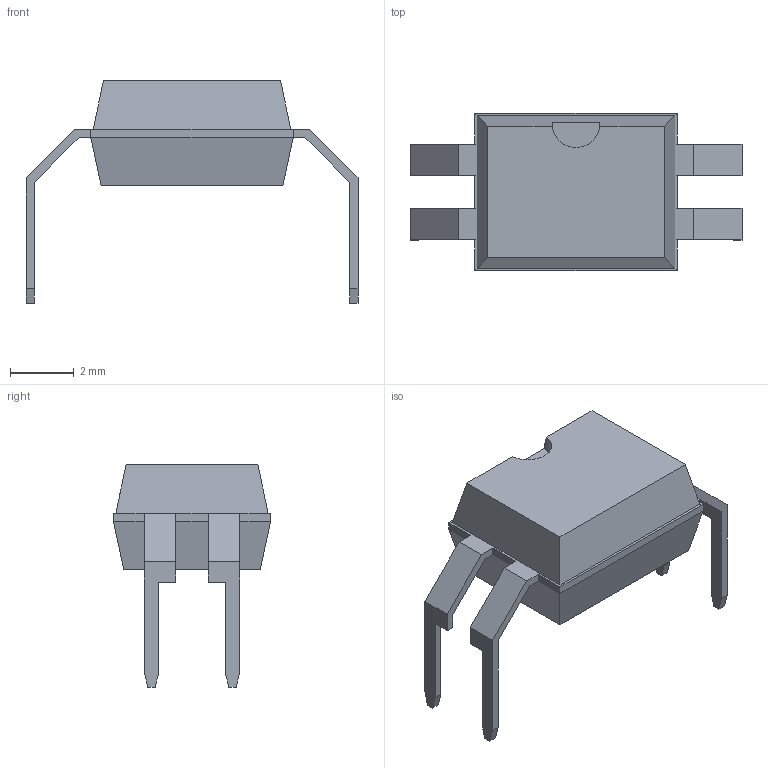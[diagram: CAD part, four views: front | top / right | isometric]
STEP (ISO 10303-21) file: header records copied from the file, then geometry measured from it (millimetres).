
FILE_DESCRIPTION(/* description */ ('model of DIP-4_W10.16mm'),/* implementation_level */ '2;1');
FILE_NAME(/* name */ 'DIP-4_W10.16mm.step',/* time_stamp */ '2017-03-08T18:52:32',/* author */ ('kicad StepUp','ksu'),/* organization */ ('FreeCAD'),/* preprocessor_version */ 'OCC',/* originating_system */ 'kicad StepUp',/* authorisation */ '');
FILE_SCHEMA(('AUTOMOTIVE_DESIGN_CC2 { 1 2 10303 214 -1 1 5 4 }'));
Length unit declared in the file: millimetre
Products named in the file (1): DIP-4_W10.16mm
Bounding box: 10.41 x 4.93 x 6.98 mm (x, y, z)
Volume: 94.6 mm3; surface area: 169.8 mm2
Topology: 1 solids, 1 shells, 80 faces, 208 edges, 130 vertices
Faces by surface type: plane 63, bspline 16, cylinder 1
Entity records: 1888 total; most frequent: CARTESIAN_POINT 487, ORIENTED_EDGE 336, EDGE_CURVE 208, LINE 156, VERTEX_POINT 130, ADVANCED_FACE 80, FACE_BOUND 80, EDGE_LOOP 80
